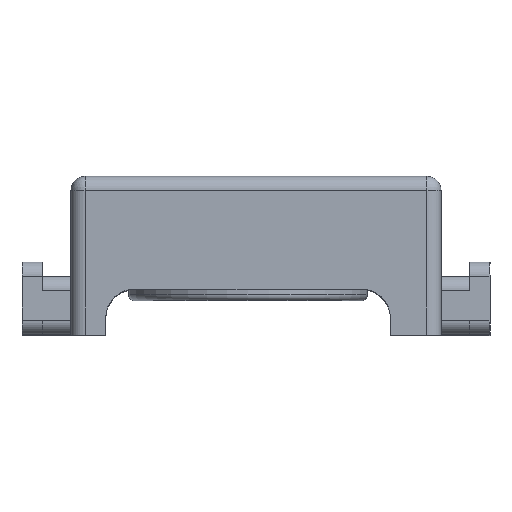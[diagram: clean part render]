
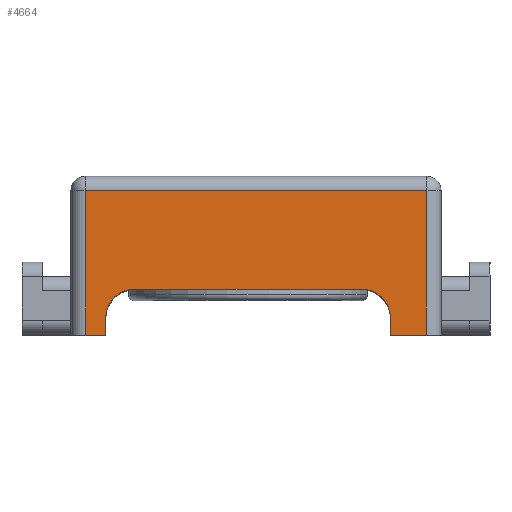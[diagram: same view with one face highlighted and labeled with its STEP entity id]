
A CAD part, top view. The second image highlights one B-rep face of the part: STEP entity #4664.
In plain terms, the highlighted planar face has unit normal (0, 0, 1).
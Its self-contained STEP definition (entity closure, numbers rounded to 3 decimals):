
#194 = DIRECTION ( 'NONE',  ( 0., -1., 0. ) ) ;
#313 = CARTESIAN_POINT ( 'NONE',  ( 0.61, -2.79, 0. ) ) ;
#316 = ORIENTED_EDGE ( 'NONE', *, *, #873, .T. ) ;
#363 = DIRECTION ( 'NONE',  ( 0., 1., 0. ) ) ;
#413 = CARTESIAN_POINT ( 'NONE',  ( 0., 0., 0. ) ) ;
#507 = VECTOR ( 'NONE', #1298, 1000. ) ;
#576 = CARTESIAN_POINT ( 'NONE',  ( 5.61, -2.79, 0. ) ) ;
#668 = CARTESIAN_POINT ( 'NONE',  ( 5.61, -2.49, 0. ) ) ;
#732 = LINE ( 'NONE', #576, #507 ) ;
#873 = EDGE_CURVE ( 'NONE', #1437, #3791, #1048, .T. ) ;
#944 = CARTESIAN_POINT ( 'NONE',  ( 1.12, -1.98, 0. ) ) ;
#985 = CIRCLE ( 'NONE', #4288, 0.51 ) ;
#1014 = CARTESIAN_POINT ( 'NONE',  ( 6.25, -2.79, 0. ) ) ;
#1048 = LINE ( 'NONE', #2460, #2012 ) ;
#1057 = ORIENTED_EDGE ( 'NONE', *, *, #2367, .T. ) ;
#1127 = PLANE ( 'NONE',  #3199 ) ;
#1147 = DIRECTION ( 'NONE',  ( 0., 0., 1. ) ) ;
#1165 = DIRECTION ( 'NONE',  ( 0., 0., -1. ) ) ;
#1208 = VERTEX_POINT ( 'NONE', #313 ) ;
#1223 = CARTESIAN_POINT ( 'NONE',  ( 6.25, 0., 0. ) ) ;
#1298 = DIRECTION ( 'NONE',  ( 1., 0., 0. ) ) ;
#1372 = ORIENTED_EDGE ( 'NONE', *, *, #2472, .T. ) ;
#1401 = ORIENTED_EDGE ( 'NONE', *, *, #2728, .T. ) ;
#1437 = VERTEX_POINT ( 'NONE', #944 ) ;
#1574 = EDGE_CURVE ( 'NONE', #2767, #3101, #3435, .T. ) ;
#1590 = ORIENTED_EDGE ( 'NONE', *, *, #3772, .T. ) ;
#1631 = CARTESIAN_POINT ( 'NONE',  ( 0.25, 0., 0. ) ) ;
#1635 = FACE_OUTER_BOUND ( 'NONE', #2037, .T. ) ;
#1678 = VERTEX_POINT ( 'NONE', #2496 ) ;
#1703 = DIRECTION ( 'NONE',  ( 1., 0., 0. ) ) ;
#1714 = VECTOR ( 'NONE', #3403, 1000. ) ;
#1744 = CARTESIAN_POINT ( 'NONE',  ( 5.1, -2.49, 0. ) ) ;
#1857 = VECTOR ( 'NONE', #1703, 1000. ) ;
#1877 = LINE ( 'NONE', #1631, #2748 ) ;
#1983 = CIRCLE ( 'NONE', #2953, 0.51 ) ;
#2012 = VECTOR ( 'NONE', #2475, 1000. ) ;
#2037 = EDGE_LOOP ( 'NONE', ( #1590, #3088, #1372, #3091, #2463, #4386, #1401, #316, #1057, #2320 ) ) ;
#2184 = CARTESIAN_POINT ( 'NONE',  ( 0.61, -2.79, 0. ) ) ;
#2219 = VERTEX_POINT ( 'NONE', #4365 ) ;
#2298 = DIRECTION ( 'NONE',  ( -1., 0., 0. ) ) ;
#2320 = ORIENTED_EDGE ( 'NONE', *, *, #3762, .T. ) ;
#2367 = EDGE_CURVE ( 'NONE', #3791, #2790, #985, .T. ) ;
#2460 = CARTESIAN_POINT ( 'NONE',  ( 0.61, -1.98, 0. ) ) ;
#2463 = ORIENTED_EDGE ( 'NONE', *, *, #3887, .T. ) ;
#2472 = EDGE_CURVE ( 'NONE', #3101, #3309, #2571, .T. ) ;
#2475 = DIRECTION ( 'NONE',  ( 1., 0., 0. ) ) ;
#2479 = DIRECTION ( 'NONE',  ( 0., 0., -1. ) ) ;
#2495 = DIRECTION ( 'NONE',  ( 1., 0., 0. ) ) ;
#2496 = CARTESIAN_POINT ( 'NONE',  ( 5.61, -2.79, 0. ) ) ;
#2571 = LINE ( 'NONE', #3034, #3428 ) ;
#2623 = EDGE_CURVE ( 'NONE', #3309, #2219, #1877, .T. ) ;
#2728 = EDGE_CURVE ( 'NONE', #4113, #1437, #1983, .T. ) ;
#2748 = VECTOR ( 'NONE', #194, 1000. ) ;
#2763 = CARTESIAN_POINT ( 'NONE',  ( 5.61, -2.79, 0. ) ) ;
#2767 = VERTEX_POINT ( 'NONE', #1014 ) ;
#2790 = VERTEX_POINT ( 'NONE', #668 ) ;
#2953 = AXIS2_PLACEMENT_3D ( 'NONE', #3344, #1165, #3713 ) ;
#3034 = CARTESIAN_POINT ( 'NONE',  ( 0., -0.25, 0. ) ) ;
#3081 = LINE ( 'NONE', #2184, #4029 ) ;
#3088 = ORIENTED_EDGE ( 'NONE', *, *, #1574, .T. ) ;
#3091 = ORIENTED_EDGE ( 'NONE', *, *, #2623, .T. ) ;
#3101 = VERTEX_POINT ( 'NONE', #4464 ) ;
#3199 = AXIS2_PLACEMENT_3D ( 'NONE', #413, #1147, #3692 ) ;
#3282 = CARTESIAN_POINT ( 'NONE',  ( 0.61, -2.49, 0. ) ) ;
#3309 = VERTEX_POINT ( 'NONE', #3910 ) ;
#3344 = CARTESIAN_POINT ( 'NONE',  ( 1.12, -2.49, 0. ) ) ;
#3403 = DIRECTION ( 'NONE',  ( 0., 1., 0. ) ) ;
#3411 = LINE ( 'NONE', #2763, #4460 ) ;
#3428 = VECTOR ( 'NONE', #2298, 1000. ) ;
#3435 = LINE ( 'NONE', #1223, #1714 ) ;
#3506 = CARTESIAN_POINT ( 'NONE',  ( 5.1, -1.98, 0. ) ) ;
#3692 = DIRECTION ( 'NONE',  ( 1., 0., 0. ) ) ;
#3713 = DIRECTION ( 'NONE',  ( 1., 0., 0. ) ) ;
#3762 = EDGE_CURVE ( 'NONE', #2790, #1678, #3411, .T. ) ;
#3772 = EDGE_CURVE ( 'NONE', #1678, #2767, #732, .T. ) ;
#3791 = VERTEX_POINT ( 'NONE', #3506 ) ;
#3807 = LINE ( 'NONE', #4237, #1857 ) ;
#3832 = DIRECTION ( 'NONE',  ( 0., -1., 0. ) ) ;
#3887 = EDGE_CURVE ( 'NONE', #2219, #1208, #3807, .T. ) ;
#3910 = CARTESIAN_POINT ( 'NONE',  ( 0.25, -0.25, 0. ) ) ;
#4029 = VECTOR ( 'NONE', #363, 1000. ) ;
#4088 = EDGE_CURVE ( 'NONE', #1208, #4113, #3081, .T. ) ;
#4113 = VERTEX_POINT ( 'NONE', #3282 ) ;
#4237 = CARTESIAN_POINT ( 'NONE',  ( 0., -2.79, 0. ) ) ;
#4288 = AXIS2_PLACEMENT_3D ( 'NONE', #1744, #2479, #2495 ) ;
#4365 = CARTESIAN_POINT ( 'NONE',  ( 0.25, -2.79, 0. ) ) ;
#4386 = ORIENTED_EDGE ( 'NONE', *, *, #4088, .T. ) ;
#4460 = VECTOR ( 'NONE', #3832, 1000. ) ;
#4464 = CARTESIAN_POINT ( 'NONE',  ( 6.25, -0.25, 0. ) ) ;
#4664 = ADVANCED_FACE ( 'NONE', ( #1635 ), #1127, .T. ) ;
